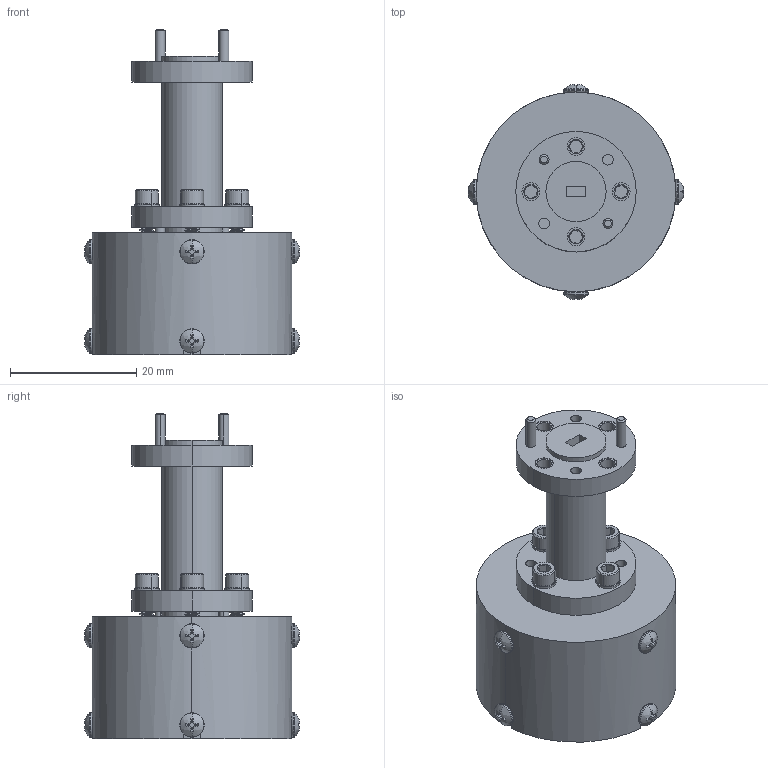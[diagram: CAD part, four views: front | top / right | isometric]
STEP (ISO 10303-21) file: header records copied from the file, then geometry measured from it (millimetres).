
FILE_DESCRIPTION (( 'STEP AP214' ), '1' );
FILE_NAME ('PEWAN1088-FMWAN1088.step', '2021-05-25T15:56:24', ( '' ), ( '' ), 'SwSTEP 2.0', 'SolidWorks 2020', '' );
FILE_SCHEMA (( 'AUTOMOTIVE_DESIGN' ));
Length unit declared in the file: inch
Products named in the file (1): PEWAN1088-FMWAN1088
Bounding box: 34.11 x 34.11 x 51.56 mm (x, y, z)
Volume: 18232.4 mm3; surface area: 10057 mm2
Topology: 9 solids, 9 shells, 927 faces, 2437 edges, 1565 vertices
Faces by surface type: cylinder 511, plane 272, bspline 88, cone 56
Entity records: 50371 total; most frequent: CARTESIAN_POINT 29884, ORIENTED_EDGE 4870, DIRECTION 3407, EDGE_CURVE 2435, VERTEX_POINT 1565, AXIS2_PLACEMENT_3D 1236, EDGE_LOOP 1002, LINE 935
